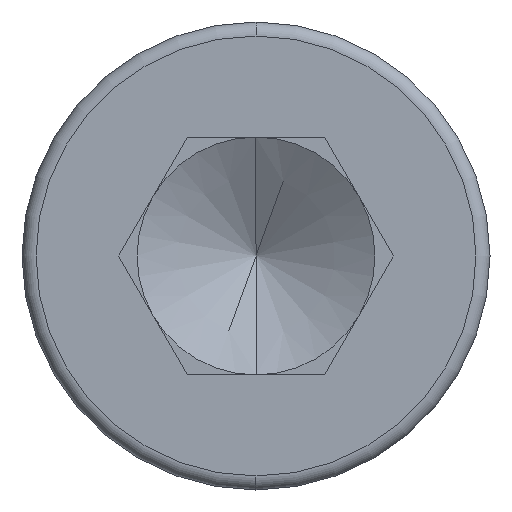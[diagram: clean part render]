
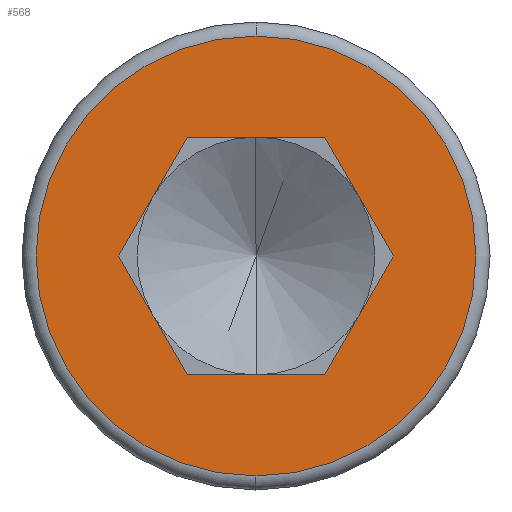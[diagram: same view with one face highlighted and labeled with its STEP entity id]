
A CAD part, left-side view. The second image highlights one B-rep face of the part: STEP entity #568.
In plain terms, the highlighted planar face has unit normal (-1, 0, 0).
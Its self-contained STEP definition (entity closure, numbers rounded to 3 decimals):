
#4 = CARTESIAN_POINT ( 'NONE',  ( 0., 2.935, 0. ) ) ;
#13 = EDGE_CURVE ( 'NONE', #724, #782, #429, .T. ) ;
#28 = CARTESIAN_POINT ( 'NONE',  ( 0., -1.468, 2.542 ) ) ;
#40 = CARTESIAN_POINT ( 'NONE',  ( 0., 1.468, 2.542 ) ) ;
#47 = EDGE_CURVE ( 'NONE', #785, #782, #228, .T. ) ;
#71 = CARTESIAN_POINT ( 'NONE',  ( 0., -1.468, 2.542 ) ) ;
#113 = DIRECTION ( 'NONE',  ( 0., 0., 1. ) ) ;
#116 = DIRECTION ( 'NONE',  ( -1., 0., 0. ) ) ;
#118 = EDGE_CURVE ( 'NONE', #432, #785, #391, .T. ) ;
#121 = PLANE ( 'NONE',  #703 ) ;
#130 = DIRECTION ( 'NONE',  ( 0., 0., 1. ) ) ;
#131 = DIRECTION ( 'NONE',  ( -1., 0., 0. ) ) ;
#134 = CARTESIAN_POINT ( 'NONE',  ( 0., 0., 0. ) ) ;
#136 = CARTESIAN_POINT ( 'NONE',  ( 0., 0., 0. ) ) ;
#149 = EDGE_CURVE ( 'NONE', #728, #730, #386, .T. ) ;
#151 = CARTESIAN_POINT ( 'NONE',  ( 0., -2.935, 0. ) ) ;
#207 = DIRECTION ( 'NONE',  ( 0., 0.5, -0.866 ) ) ;
#228 = LINE ( 'NONE', #275, #412 ) ;
#242 = DIRECTION ( 'NONE',  ( 0., -1., 0. ) ) ;
#243 = VECTOR ( 'NONE', #595, 1000. ) ;
#251 = LINE ( 'NONE', #606, #243 ) ;
#256 = VECTOR ( 'NONE', #677, 1000. ) ;
#257 = LINE ( 'NONE', #4, #256 ) ;
#275 = CARTESIAN_POINT ( 'NONE',  ( 0., 1.468, -2.542 ) ) ;
#305 = FACE_BOUND ( 'NONE', #777, .T. ) ;
#311 = CARTESIAN_POINT ( 'NONE',  ( 0., -1.468, -2.542 ) ) ;
#312 = CIRCLE ( 'NONE', #605, 4.7 ) ;
#318 = FACE_OUTER_BOUND ( 'NONE', #532, .T. ) ;
#323 = LINE ( 'NONE', #71, #324 ) ;
#324 = VECTOR ( 'NONE', #541, 1000. ) ;
#385 = VECTOR ( 'NONE', #629, 1000. ) ;
#386 = CIRCLE ( 'NONE', #410, 4.7 ) ;
#391 = LINE ( 'NONE', #404, #385 ) ;
#404 = CARTESIAN_POINT ( 'NONE',  ( 0., 2.935, 0. ) ) ;
#410 = AXIS2_PLACEMENT_3D ( 'NONE', #651, #653, #641 ) ;
#412 = VECTOR ( 'NONE', #242, 1000. ) ;
#429 = LINE ( 'NONE', #151, #688 ) ;
#432 = VERTEX_POINT ( 'NONE', #644 ) ;
#463 = ORIENTED_EDGE ( 'NONE', *, *, #149, .T. ) ;
#466 = ORIENTED_EDGE ( 'NONE', *, *, #565, .T. ) ;
#468 = ORIENTED_EDGE ( 'NONE', *, *, #118, .F. ) ;
#470 = ORIENTED_EDGE ( 'NONE', *, *, #47, .F. ) ;
#483 = ORIENTED_EDGE ( 'NONE', *, *, #741, .F. ) ;
#493 = ORIENTED_EDGE ( 'NONE', *, *, #552, .T. ) ;
#496 = ORIENTED_EDGE ( 'NONE', *, *, #13, .T. ) ;
#532 = EDGE_LOOP ( 'NONE', ( #466, #463 ) ) ;
#541 = DIRECTION ( 'NONE',  ( 0., -0.5, -0.866 ) ) ;
#548 = CARTESIAN_POINT ( 'NONE',  ( 0., 1.468, -2.542 ) ) ;
#552 = EDGE_CURVE ( 'NONE', #628, #724, #323, .T. ) ;
#560 = ORIENTED_EDGE ( 'NONE', *, *, #676, .T. ) ;
#565 = EDGE_CURVE ( 'NONE', #730, #728, #312, .T. ) ;
#568 = ADVANCED_FACE ( 'NONE', ( #305, #318 ), #121, .T. ) ;
#595 = DIRECTION ( 'NONE',  ( 0., 1., 0. ) ) ;
#605 = AXIS2_PLACEMENT_3D ( 'NONE', #134, #131, #130 ) ;
#606 = CARTESIAN_POINT ( 'NONE',  ( 0., -1.468, 2.542 ) ) ;
#615 = VERTEX_POINT ( 'NONE', #40 ) ;
#628 = VERTEX_POINT ( 'NONE', #28 ) ;
#629 = DIRECTION ( 'NONE',  ( 0., -0.5, -0.866 ) ) ;
#641 = DIRECTION ( 'NONE',  ( 0., 0., 1. ) ) ;
#644 = CARTESIAN_POINT ( 'NONE',  ( 0., 2.935, 0. ) ) ;
#651 = CARTESIAN_POINT ( 'NONE',  ( 0., 0., 0. ) ) ;
#653 = DIRECTION ( 'NONE',  ( -1., 0., 0. ) ) ;
#664 = CARTESIAN_POINT ( 'NONE',  ( 0., 0., 4.7 ) ) ;
#676 = EDGE_CURVE ( 'NONE', #432, #615, #257, .T. ) ;
#677 = DIRECTION ( 'NONE',  ( 0., -0.5, 0.866 ) ) ;
#681 = CARTESIAN_POINT ( 'NONE',  ( 0., 0., -4.7 ) ) ;
#688 = VECTOR ( 'NONE', #207, 1000. ) ;
#703 = AXIS2_PLACEMENT_3D ( 'NONE', #136, #116, #113 ) ;
#721 = CARTESIAN_POINT ( 'NONE',  ( 0., -2.935, 0. ) ) ;
#724 = VERTEX_POINT ( 'NONE', #721 ) ;
#728 = VERTEX_POINT ( 'NONE', #681 ) ;
#730 = VERTEX_POINT ( 'NONE', #664 ) ;
#741 = EDGE_CURVE ( 'NONE', #628, #615, #251, .T. ) ;
#777 = EDGE_LOOP ( 'NONE', ( #560, #483, #493, #496, #470, #468 ) ) ;
#782 = VERTEX_POINT ( 'NONE', #311 ) ;
#785 = VERTEX_POINT ( 'NONE', #548 ) ;
